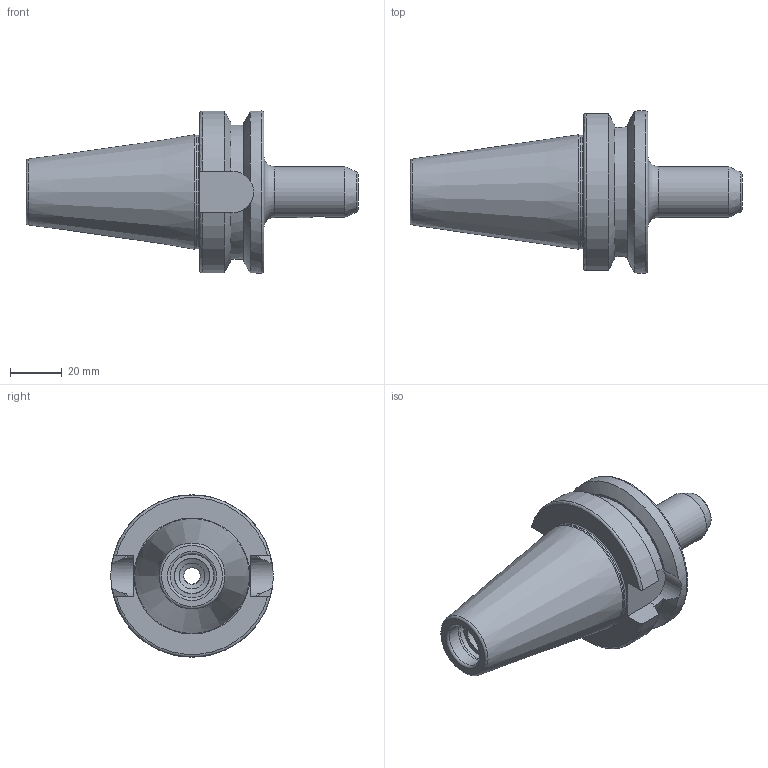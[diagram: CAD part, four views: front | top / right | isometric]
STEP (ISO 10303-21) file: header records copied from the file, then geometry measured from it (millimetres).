
FILE_DESCRIPTION(/* description */ (''),/* implementation_level */ '2;1');
FILE_NAME(/* name */ 'AH002B25.stp',/* time_stamp */ '2022-10-12T10:46:04+09:00',/* author */ ('YSH'),/* organization */ (''),/* preprocessor_version */ 'ST-DEVELOPER v18.1',/* originating_system */ 'Autodesk Inventor 2022',/* authorisation */ '');
FILE_SCHEMA (('AUTOMOTIVE_DESIGN { 1 0 10303 214 3 1 1 }'));
Length unit declared in the file: millimetre
Products named in the file (1): BT40
Bounding box: 128.9 x 63 x 63 mm (x, y, z)
Volume: 129895.7 mm3; surface area: 25367.1 mm2
Topology: 1 solids, 1 shells, 51 faces, 127 edges, 81 vertices
Faces by surface type: cylinder 16, plane 15, cone 11, torus 8, bspline 1
Full cylindrical faces by diameter (mm): 5.359 x1, 6.35 x1, 10 x1, 13.5 x1, 13.835 x1, 17 x1, 17.6 x1, 19.812 x1, 44 x1, 63 x1
Entity records: 1837 total; most frequent: CARTESIAN_POINT 570, DIRECTION 262, ORIENTED_EDGE 254, EDGE_CURVE 127, AXIS2_PLACEMENT_3D 107, VERTEX_POINT 81, EDGE_LOOP 58, CIRCLE 56
